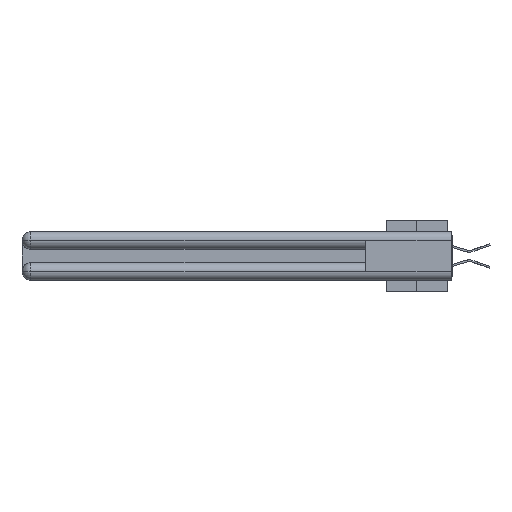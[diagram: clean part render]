
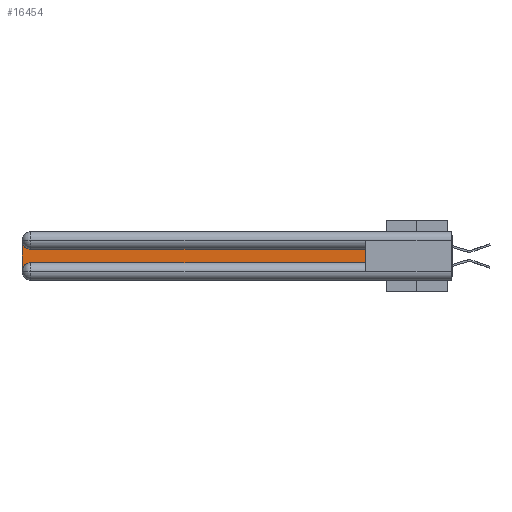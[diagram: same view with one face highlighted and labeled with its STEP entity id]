
A CAD part, left-side view. The second image highlights one B-rep face of the part: STEP entity #16454.
In plain terms, the highlighted planar face has unit normal (-1, 0, 0).
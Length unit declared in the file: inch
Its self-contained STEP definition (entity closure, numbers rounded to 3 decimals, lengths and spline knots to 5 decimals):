
#112 = CARTESIAN_POINT ( 'NONE',  ( 0.075, 0.6, -0.1225 ) ) ;
#590 = CARTESIAN_POINT ( 'NONE',  ( 0.075, 0.6, -0.2175 ) ) ;
#792 = FACE_OUTER_BOUND ( 'NONE', #41517, .T. ) ;
#1092 = CIRCLE ( 'NONE', #46503, 0.06 ) ;
#1479 = CARTESIAN_POINT ( 'NONE',  ( 0.075, 2.94, -0.2175 ) ) ;
#3312 = VECTOR ( 'NONE', #26220, 39.37008 ) ;
#3458 = VECTOR ( 'NONE', #14942, 39.37008 ) ;
#3589 = EDGE_CURVE ( 'NONE', #32942, #19021, #6707, .T. ) ;
#3722 = EDGE_CURVE ( 'NONE', #24669, #44718, #15235, .T. ) ;
#4655 = ORIENTED_EDGE ( 'NONE', *, *, #30297, .T. ) ;
#6707 = LINE ( 'NONE', #21905, #11835 ) ;
#6789 = ORIENTED_EDGE ( 'NONE', *, *, #3722, .T. ) ;
#7710 = CARTESIAN_POINT ( 'NONE',  ( 0.075, 3., -0.0625 ) ) ;
#8419 = EDGE_CURVE ( 'NONE', #44718, #40202, #40296, .T. ) ;
#11635 = VERTEX_POINT ( 'NONE', #44692 ) ;
#11835 = VECTOR ( 'NONE', #20913, 39.37008 ) ;
#13341 = DIRECTION ( 'NONE',  ( 0., 0., -1. ) ) ;
#13694 = CARTESIAN_POINT ( 'NONE',  ( 0.075, 2.94, -0.2775 ) ) ;
#14942 = DIRECTION ( 'NONE',  ( 0., 1., 0. ) ) ;
#15235 = LINE ( 'NONE', #40710, #3312 ) ;
#16454 = ADVANCED_FACE ( 'NONE', ( #792 ), #38359, .F. ) ;
#17239 = CIRCLE ( 'NONE', #25140, 0.06 ) ;
#17797 = DIRECTION ( 'NONE',  ( 1., 0., 0. ) ) ;
#19021 = VERTEX_POINT ( 'NONE', #26101 ) ;
#19581 = ORIENTED_EDGE ( 'NONE', *, *, #41651, .T. ) ;
#19987 = CARTESIAN_POINT ( 'NONE',  ( 0.075, 2.94, -0.0625 ) ) ;
#20913 = DIRECTION ( 'NONE',  ( 0., 0., -1. ) ) ;
#21905 = CARTESIAN_POINT ( 'NONE',  ( 0.075, 3., -0.2175 ) ) ;
#22771 = LINE ( 'NONE', #112, #3458 ) ;
#24669 = VERTEX_POINT ( 'NONE', #1479 ) ;
#24795 = EDGE_CURVE ( 'NONE', #40202, #11635, #22771, .T. ) ;
#25140 = AXIS2_PLACEMENT_3D ( 'NONE', #13694, #17797, #43086 ) ;
#25277 = ORIENTED_EDGE ( 'NONE', *, *, #24795, .T. ) ;
#25833 = AXIS2_PLACEMENT_3D ( 'NONE', #42116, #41964, #13341 ) ;
#26101 = CARTESIAN_POINT ( 'NONE',  ( 0.075, 3., -0.2775 ) ) ;
#26220 = DIRECTION ( 'NONE',  ( 0., -1., 0. ) ) ;
#26789 = VECTOR ( 'NONE', #37268, 39.37008 ) ;
#30297 = EDGE_CURVE ( 'NONE', #11635, #32942, #1092, .T. ) ;
#30657 = DIRECTION ( 'NONE',  ( 1., 0., 0. ) ) ;
#32155 = ORIENTED_EDGE ( 'NONE', *, *, #3589, .T. ) ;
#32942 = VERTEX_POINT ( 'NONE', #7710 ) ;
#35875 = CARTESIAN_POINT ( 'NONE',  ( 0.075, 0.6, -0.1225 ) ) ;
#37268 = DIRECTION ( 'NONE',  ( 0., 0., 1. ) ) ;
#38359 = PLANE ( 'NONE',  #25833 ) ;
#38625 = ORIENTED_EDGE ( 'NONE', *, *, #8419, .T. ) ;
#40202 = VERTEX_POINT ( 'NONE', #35875 ) ;
#40296 = LINE ( 'NONE', #590, #26789 ) ;
#40710 = CARTESIAN_POINT ( 'NONE',  ( 0.075, 0.6, -0.2175 ) ) ;
#41517 = EDGE_LOOP ( 'NONE', ( #25277, #4655, #32155, #19581, #6789, #38625 ) ) ;
#41629 = DIRECTION ( 'NONE',  ( 0., 0., -1. ) ) ;
#41651 = EDGE_CURVE ( 'NONE', #19021, #24669, #17239, .T. ) ;
#41964 = DIRECTION ( 'NONE',  ( 1., 0., 0. ) ) ;
#42116 = CARTESIAN_POINT ( 'NONE',  ( 0.075, 3., -0.1225 ) ) ;
#43086 = DIRECTION ( 'NONE',  ( 0., 0., -1. ) ) ;
#43442 = CARTESIAN_POINT ( 'NONE',  ( 0.075, 0.6, -0.2175 ) ) ;
#44692 = CARTESIAN_POINT ( 'NONE',  ( 0.075, 2.94, -0.1225 ) ) ;
#44718 = VERTEX_POINT ( 'NONE', #43442 ) ;
#46503 = AXIS2_PLACEMENT_3D ( 'NONE', #19987, #30657, #41629 ) ;
